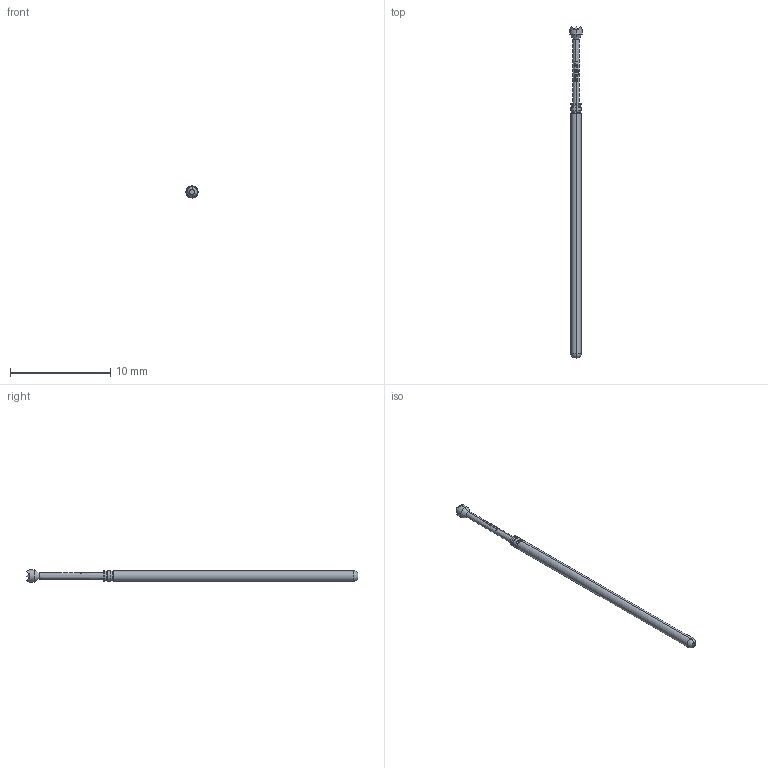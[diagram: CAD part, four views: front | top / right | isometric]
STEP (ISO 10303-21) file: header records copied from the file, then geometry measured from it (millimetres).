
FILE_DESCRIPTION (( 'STEP AP203' ), '1' );
FILE_NAME ('INGUN_GKS-075_306_120_A_xx00_C.STEP', '2021-11-16T10:26:26', ( 'ochi' ), ( '' ), 'SwSTEP 2.0', 'SolidWorks 2018', '' );
FILE_SCHEMA (( 'CONFIG_CONTROL_DESIGN' ));
Length unit declared in the file: millimetre
Products named in the file (1): INGUN_GKS-075_306_120_A_xx00_C
Bounding box: 1.2 x 33.1 x 1.2 mm (x, y, z)
Volume: 23.6 mm3; surface area: 101.4 mm2
Topology: 1 solids, 1 shells, 125 faces, 313 edges, 192 vertices
Faces by surface type: bspline 51, plane 38, cone 16, torus 10, cylinder 10
Entity records: 4681 total; most frequent: CARTESIAN_POINT 2205, ORIENTED_EDGE 626, EDGE_CURVE 313, DIRECTION 294, VERTEX_POINT 192, B_SPLINE_CURVE_WITH_KNOTS 175, EDGE_LOOP 127, ADVANCED_FACE 125
